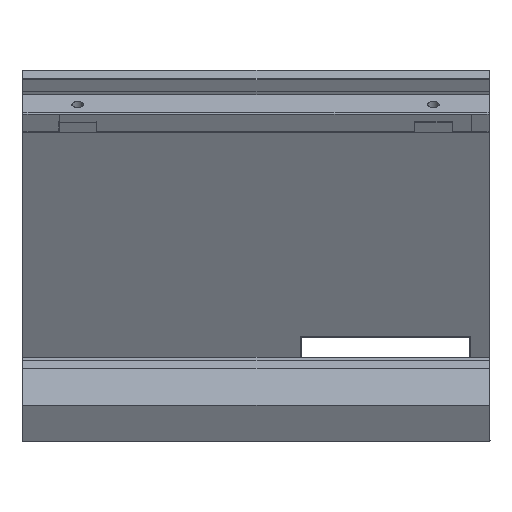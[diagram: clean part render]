
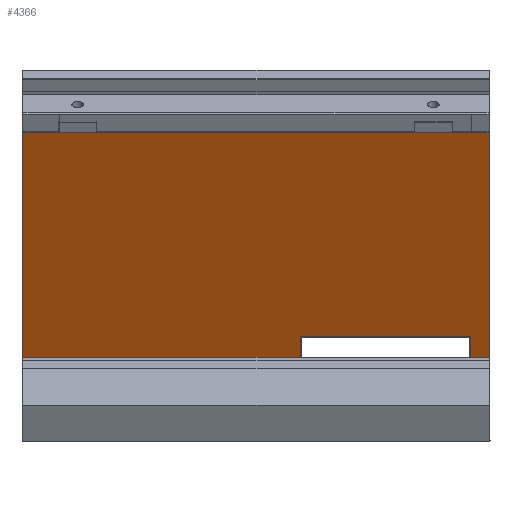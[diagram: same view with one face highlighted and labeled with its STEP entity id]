
A CAD part, left-side view. The second image highlights one B-rep face of the part: STEP entity #4366.
In plain terms, the highlighted planar face has unit normal (-0.866, 0, -0.5).
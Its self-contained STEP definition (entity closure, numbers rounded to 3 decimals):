
#410=FACE_OUTER_BOUND('',#677,.T.);
#677=EDGE_LOOP('',(#3794,#3795,#3796,#3797,#3798,#3799,#3800,#3801));
#980=LINE('',#6814,#1489);
#988=LINE('',#6830,#1497);
#992=LINE('',#6838,#1501);
#1136=LINE('',#7165,#1645);
#1171=LINE('',#7232,#1680);
#1203=LINE('',#7296,#1712);
#1204=LINE('',#7298,#1713);
#1205=LINE('',#7299,#1714);
#1489=VECTOR('',#5247,10.);
#1497=VECTOR('',#5259,10.);
#1501=VECTOR('',#5265,10.);
#1645=VECTOR('',#5543,10.);
#1680=VECTOR('',#5616,10.);
#1712=VECTOR('',#5694,10.);
#1713=VECTOR('',#5697,10.);
#1714=VECTOR('',#5698,10.);
#1951=VERTEX_POINT('',#6756);
#1968=VERTEX_POINT('',#6811);
#1969=VERTEX_POINT('',#6813);
#1975=VERTEX_POINT('',#6829);
#1978=VERTEX_POINT('',#6837);
#2066=VERTEX_POINT('',#7164);
#2077=VERTEX_POINT('',#7225);
#2079=VERTEX_POINT('',#7231);
#2440=EDGE_CURVE('',#1968,#1969,#980,.T.);
#2448=EDGE_CURVE('',#1969,#1975,#988,.T.);
#2452=EDGE_CURVE('',#1975,#1978,#992,.T.);
#2608=EDGE_CURVE('',#2066,#1951,#1136,.T.);
#2643=EDGE_CURVE('',#2079,#2077,#1171,.T.);
#2675=EDGE_CURVE('',#2066,#2077,#1203,.T.);
#2676=EDGE_CURVE('',#1951,#1968,#1204,.F.);
#2677=EDGE_CURVE('',#1978,#2079,#1205,.T.);
#3794=ORIENTED_EDGE('',*,*,#2440,.F.);
#3795=ORIENTED_EDGE('',*,*,#2676,.F.);
#3796=ORIENTED_EDGE('',*,*,#2608,.F.);
#3797=ORIENTED_EDGE('',*,*,#2675,.T.);
#3798=ORIENTED_EDGE('',*,*,#2643,.F.);
#3799=ORIENTED_EDGE('',*,*,#2677,.F.);
#3800=ORIENTED_EDGE('',*,*,#2452,.F.);
#3801=ORIENTED_EDGE('',*,*,#2448,.F.);
#4136=PLANE('',#4662);
#4366=ADVANCED_FACE('',(#410),#4136,.T.);
#4662=AXIS2_PLACEMENT_3D('',#7297,#5695,#5696);
#5247=DIRECTION('',(-0.5,0.,0.866));
#5259=DIRECTION('',(0.,1.,0.));
#5265=DIRECTION('',(0.5,0.,-0.866));
#5543=DIRECTION('',(0.5,0.,-0.866));
#5616=DIRECTION('',(-0.5,0.,0.866));
#5694=DIRECTION('',(0.,1.,0.));
#5695=DIRECTION('center_axis',(-0.866,0.,
-0.5));
#5696=DIRECTION('ref_axis',(-0.5,0.,0.866));
#5697=DIRECTION('',(0.,-1.,0.));
#5698=DIRECTION('',(0.,1.,0.));
#6756=CARTESIAN_POINT('',(112.357,-179.86,37.765));
#6811=CARTESIAN_POINT('',(112.357,-174.922,37.765));
#6813=CARTESIAN_POINT('',(101.503,-174.922,56.565));
#6814=CARTESIAN_POINT('',(109.043,-174.922,43.506));
#6829=CARTESIAN_POINT('',(101.503,-129.455,56.565));
#6830=CARTESIAN_POINT('',(101.503,-167.509,56.565));
#6837=CARTESIAN_POINT('',(112.357,-129.455,37.765));
#6838=CARTESIAN_POINT('',(114.255,-129.455,34.478));
#7164=CARTESIAN_POINT('',(70.146,-179.86,110.877));
#7165=CARTESIAN_POINT('',(90.12,-179.86,76.282));
#7225=CARTESIAN_POINT('',(70.146,-55.36,110.877));
#7231=CARTESIAN_POINT('',(112.357,-55.36,37.765));
#7232=CARTESIAN_POINT('',(90.12,-55.36,76.282));
#7296=CARTESIAN_POINT('',(70.146,-65.11,110.877));
#7297=CARTESIAN_POINT('Origin',(115.146,-180.11,32.935));
#7298=CARTESIAN_POINT('',(112.357,-180.11,37.765));
#7299=CARTESIAN_POINT('',(112.357,-65.11,37.765));
